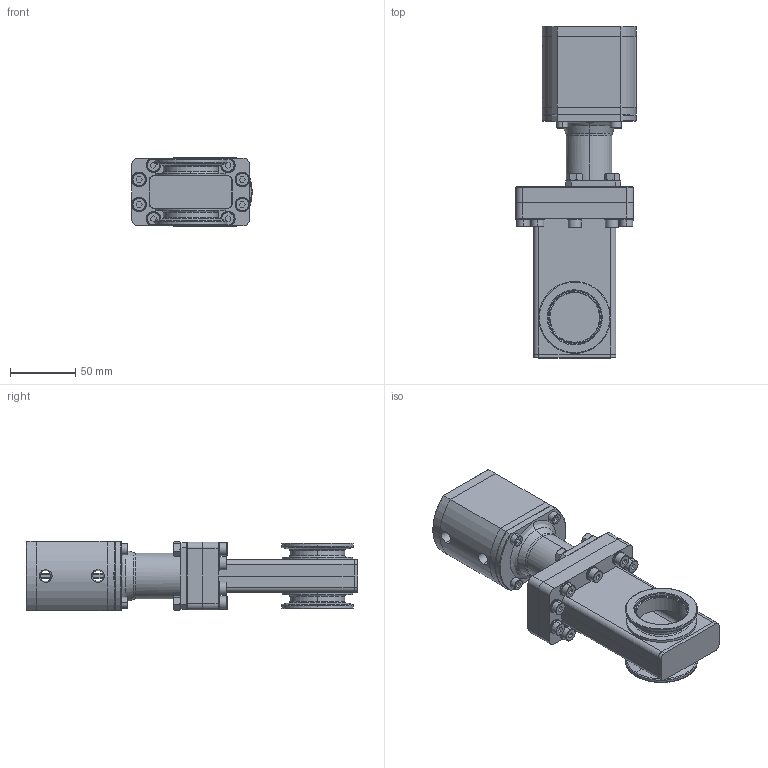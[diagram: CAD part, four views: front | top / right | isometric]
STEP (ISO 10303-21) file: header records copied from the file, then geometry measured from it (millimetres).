
FILE_DESCRIPTION (( 'STEP AP214' ), '1' );
FILE_NAME ('Hositrad_HOGVB-KF40-P.STEP', '2020-07-14T09:10:09', ( '' ), ( '' ), 'SwSTEP 2.0', 'SolidWorks 2020', '' );
FILE_SCHEMA (( 'AUTOMOTIVE_DESIGN' ));
Length unit declared in the file: millimetre
Products named in the file (1): Hositrad_HOGVB-KF40-P
Bounding box: 92 x 254 x 53 mm (x, y, z)
Surface area: 100138.3 mm2 (no closed solid volume)
Topology: 0 solids, 55 shells, 555 faces, 1664 edges, 1132 vertices
Faces by surface type: plane 252, cylinder 138, cone 108, bspline 57
Full cylindrical faces by diameter (mm): 11 x2
Entity records: 31724 total; most frequent: CARTESIAN_POINT 16713, DIRECTION 2802, ORIENTED_EDGE 2719, EDGE_CURVE 1653, VERTEX_POINT 1134, AXIS2_PLACEMENT_3D 1008, VECTOR 786, LINE 786
